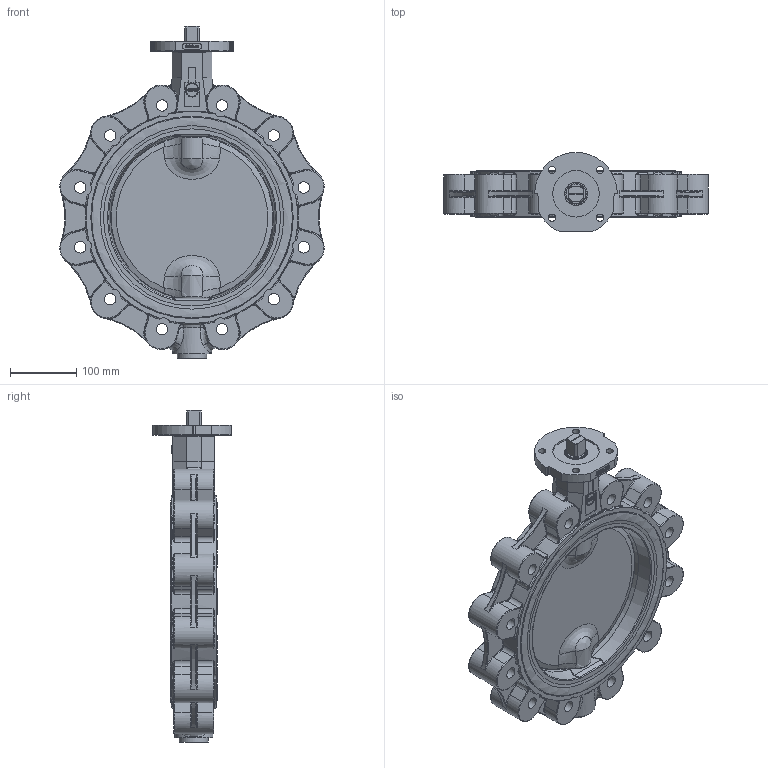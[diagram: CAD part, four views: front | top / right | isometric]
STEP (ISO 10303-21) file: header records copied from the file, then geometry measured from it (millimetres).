
FILE_DESCRIPTION((''),'2;1');
FILE_NAME('Z014-A-GG DN250.stp','2007-09-26T14:58:59',('hellwig'),(''),'Autodesk Inventor 11','Autodesk Inventor 11','');
FILE_SCHEMA(('AUTOMOTIVE_DESIGN { 1 0 10303 214 1 1 1 1 }'));
Length unit declared in the file: millimetre
Products named in the file (1): Bauteil1
Bounding box: 399.47 x 119.5 x 501.76 mm (x, y, z)
Volume: 4806239.4 mm3; surface area: 644403.7 mm2
Topology: 9 solids, 22 shells, 1373 faces, 3496 edges, 2099 vertices
Faces by surface type: bspline 572, cylinder 338, plane 279, torus 130, cone 50, sphere 4
Full cylindrical faces by diameter (mm): 4 x1, 25.5 x6, 26 x1, 30 x17, 30.1 x3, 34.6 x4, 35 x1, 38 x1, 44 x2, 44.1 x2, 58 x1, 264.3 x1, 296 x1, 296.3 x1, 305.3 x1, 306 x1
Entity records: 88501 total; most frequent: CARTESIAN_POINT 59460, ORIENTED_EDGE 6372, DIRECTION 5366, EDGE_CURVE 3186, AXIS2_PLACEMENT_3D 2204, VERTEX_POINT 2023, EDGE_LOOP 1611, FACE_OUTER_BOUND 1373
